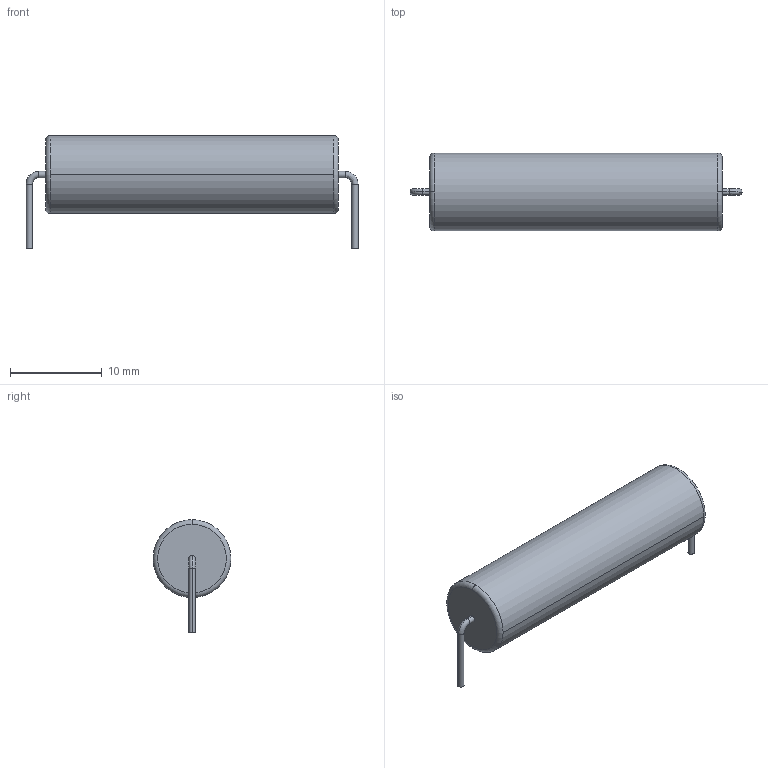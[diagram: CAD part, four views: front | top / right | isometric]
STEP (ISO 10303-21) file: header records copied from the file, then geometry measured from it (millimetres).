
FILE_DESCRIPTION((''),'2;1');
FILE_NAME('RMF_MULTICOMP_MOR07W.stp','2012-02-28T16:40:00',(''),(''),'Mechanical Desktop 2011','Mechanical Desktop 2011',', , ');
FILE_SCHEMA(('AUTOMOTIVE_DESIGN { 1 2 10303 214 1 1 1 1 }'));
Length unit declared in the file: millimetre
Products named in the file (1): Product
Bounding box: 36.26 x 8.5 x 12.3 mm (x, y, z)
Volume: 1820.3 mm3; surface area: 999.1 mm2
Topology: 3 solids, 3 shells, 24 faces, 48 edges, 30 vertices
Faces by surface type: bspline 8, torus 6, cylinder 6, plane 4
Entity records: 824 total; most frequent: CARTESIAN_POINT 265, DIRECTION 120, ORIENTED_EDGE 96, AXIS2_PLACEMENT_3D 55, EDGE_CURVE 48, CIRCLE 38, VERTEX_POINT 30, EDGE_LOOP 24
